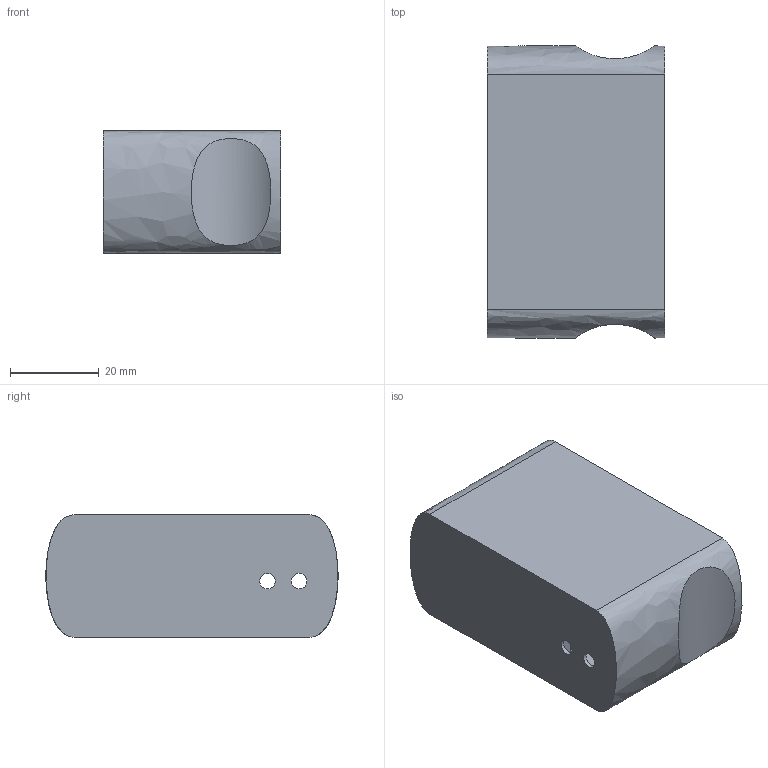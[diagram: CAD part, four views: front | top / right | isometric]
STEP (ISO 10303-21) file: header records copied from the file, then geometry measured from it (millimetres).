
FILE_DESCRIPTION(('FreeCAD Model'),'2;1');
FILE_NAME('Open CASCADE Shape Model','2024-11-08T08:27:00',(''),(''), 'Open CASCADE STEP processor 7.7','FreeCAD','Unknown');
FILE_SCHEMA(('AUTOMOTIVE_DESIGN { 1 0 10303 214 1 1 1 1 }'));
Length unit declared in the file: millimetre
Products named in the file (1): Shell
Bounding box: 40 x 65.74 x 27.5 mm (x, y, z)
Volume: 34039.8 mm3; surface area: 16254 mm2
Topology: 1 solids, 1 shells, 66 faces, 171 edges, 115 vertices
Faces by surface type: plane 46, cylinder 18, extrusion 2
Full cylindrical faces by diameter (mm): 3.3 x4, 3.5 x2, 5.6 x2
Entity records: 2577 total; most frequent: CARTESIAN_POINT 903, ORIENTED_EDGE 342, DIRECTION 316, EDGE_CURVE 171, VECTOR 130, LINE 128, VERTEX_POINT 115, AXIS2_PLACEMENT_3D 93
